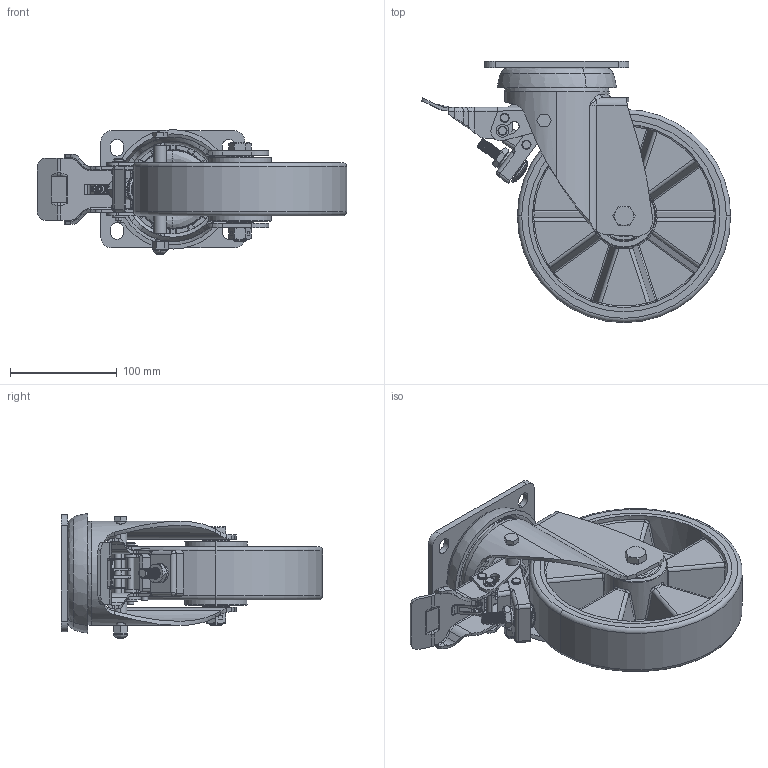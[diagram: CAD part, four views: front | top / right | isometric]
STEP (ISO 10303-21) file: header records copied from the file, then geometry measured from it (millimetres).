
FILE_DESCRIPTION (( 'STEP AP214' ), '1' );
FILE_NAME ('0047357_L-IHB-PUZA-200-K-3-DSV_(A-01).step', '2019-02-04T09:50:58', ( '' ), ( '' ), 'SwSTEP 2.0', 'SolidWorks 2018', '' );
FILE_SCHEMA (( 'AUTOMOTIVE_DESIGN' ));
Length unit declared in the file: millimetre
Products named in the file (1): 0047357_L-IHB-PUZA-200-K-3-DSV_(A-01)
Bounding box: 290.11 x 245 x 117 mm (x, y, z)
Surface area: 469918.8 mm2 (no closed solid volume)
Topology: 0 solids, 36 shells, 1435 faces, 3807 edges, 2460 vertices
Faces by surface type: cylinder 495, plane 401, bspline 313, cone 130, torus 60, sphere 36
Entity records: 109338 total; most frequent: CARTESIAN_POINT 60191, ORIENTED_EDGE 7536, DIRECTION 6268, EDGE_CURVE 3800, AXIS2_PLACEMENT_3D 2498, VERTEX_POINT 2460, EDGE_LOOP 1584, UNCERTAINTY_MEASURE_WITH_UNIT 1441
